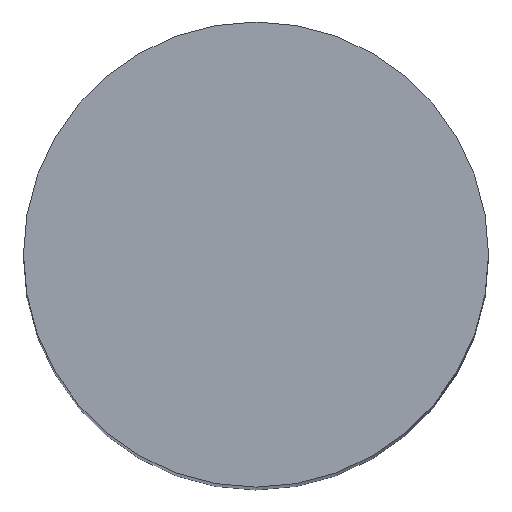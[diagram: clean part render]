
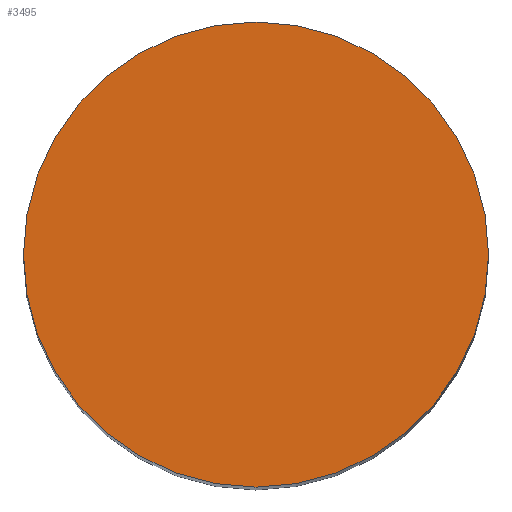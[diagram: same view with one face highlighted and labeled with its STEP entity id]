
A CAD part, top view. The second image highlights one B-rep face of the part: STEP entity #3495.
In plain terms, the highlighted planar face has unit normal (0, 0, 1).
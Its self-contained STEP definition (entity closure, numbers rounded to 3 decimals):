
#5 = DIRECTION ( 'NONE',  ( 0., 0., -1. ) ) ;
#294 = CARTESIAN_POINT ( 'NONE',  ( 34., 0., 295. ) ) ;
#488 = FACE_OUTER_BOUND ( 'NONE', #3000, .T. ) ;
#625 = ORIENTED_EDGE ( 'NONE', *, *, #3800, .F. ) ;
#800 = CARTESIAN_POINT ( 'NONE',  ( 0., 0., 295. ) ) ;
#878 = CARTESIAN_POINT ( 'NONE',  ( 0., 0., 295. ) ) ;
#1006 = CIRCLE ( 'NONE', #1989, 34. ) ;
#1064 = DIRECTION ( 'NONE',  ( 0., 0., 1. ) ) ;
#1098 = DIRECTION ( 'NONE',  ( 0., 0., -1. ) ) ;
#1417 = AXIS2_PLACEMENT_3D ( 'NONE', #800, #1098, #1659 ) ;
#1523 = ORIENTED_EDGE ( 'NONE', *, *, #1937, .F. ) ;
#1601 = AXIS2_PLACEMENT_3D ( 'NONE', #3131, #1064, #3779 ) ;
#1659 = DIRECTION ( 'NONE',  ( -1., 0., 0. ) ) ;
#1937 = EDGE_CURVE ( 'NONE', #3518, #2817, #2738, .T. ) ;
#1989 = AXIS2_PLACEMENT_3D ( 'NONE', #878, #5, #2955 ) ;
#2613 = CARTESIAN_POINT ( 'NONE',  ( -34., 0., 295. ) ) ;
#2738 = CIRCLE ( 'NONE', #1417, 34. ) ;
#2817 = VERTEX_POINT ( 'NONE', #294 ) ;
#2955 = DIRECTION ( 'NONE',  ( -1., 0., 0. ) ) ;
#3000 = EDGE_LOOP ( 'NONE', ( #1523, #625 ) ) ;
#3131 = CARTESIAN_POINT ( 'NONE',  ( 0., 0., 295. ) ) ;
#3495 = ADVANCED_FACE ( 'NONE', ( #488 ), #3753, .T. ) ;
#3518 = VERTEX_POINT ( 'NONE', #2613 ) ;
#3753 = PLANE ( 'NONE',  #1601 ) ;
#3779 = DIRECTION ( 'NONE',  ( 1., 0., 0. ) ) ;
#3800 = EDGE_CURVE ( 'NONE', #2817, #3518, #1006, .T. ) ;
